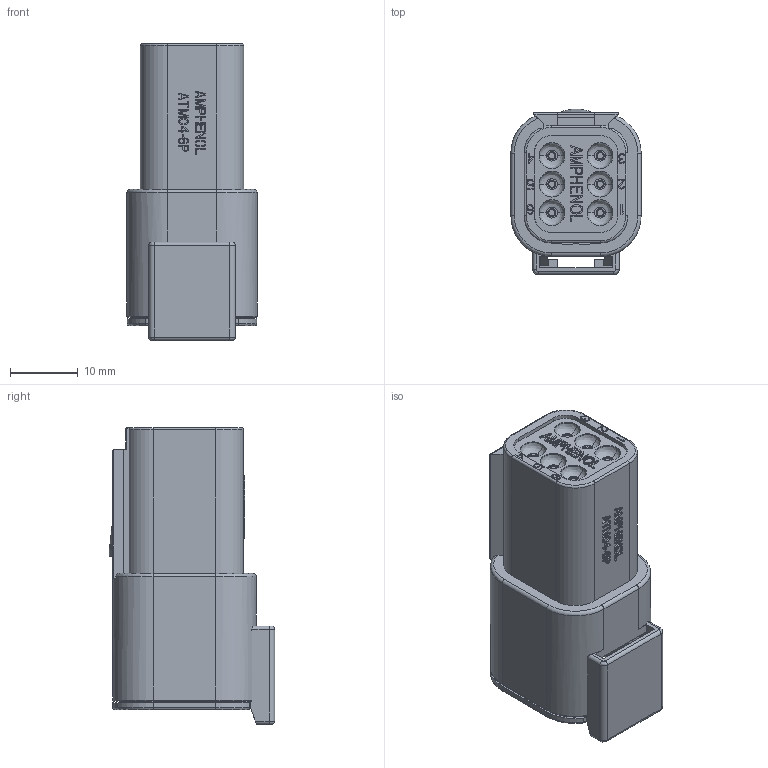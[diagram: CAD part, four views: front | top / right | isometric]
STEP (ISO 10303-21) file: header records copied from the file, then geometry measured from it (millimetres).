
FILE_DESCRIPTION((''),'2;1');
FILE_NAME('26-54230-06P','2016-03-09T',('sullen.zhang'),(''),'PRO/ENGINEER BY PARAMETRIC TECHNOLOGY CORPORATION, 2013230','PRO/ENGINEER BY PARAMETRIC TECHNOLOGY CORPORATION, 2013230','');
FILE_SCHEMA(('CONFIG_CONTROL_DESIGN'));
Length unit declared in the file: millimetre
Products named in the file (1): 26-54230-06P
Bounding box: 19.2 x 24.38 x 43.75 mm (x, y, z)
Volume: 9124.5 mm3; surface area: 7331.1 mm2
Topology: 1 solids, 4 shells, 1134 faces, 2990 edges, 1914 vertices
Faces by surface type: plane 807, cylinder 159, torus 74, cone 35, extrusion 35, bspline 24
Entity records: 35752 total; most frequent: CARTESIAN_POINT 7752, ORIENTED_EDGE 5980, DIRECTION 5456, EDGE_CURVE 2990, VECTOR 2438, LINE 2403, VERTEX_POINT 1914, AXIS2_PLACEMENT_3D 1509
